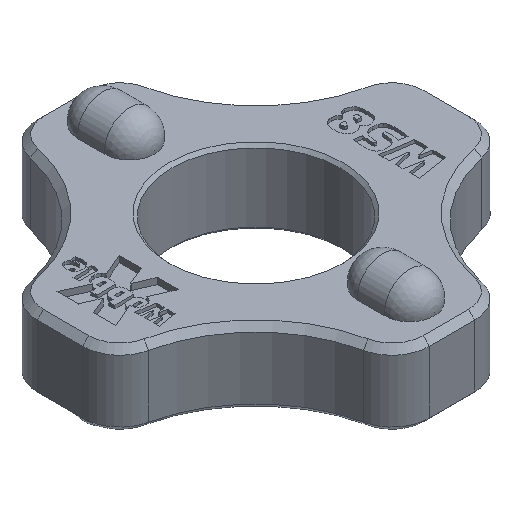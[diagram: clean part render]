
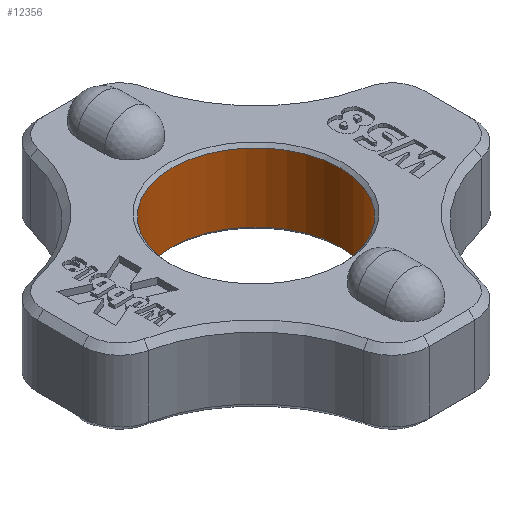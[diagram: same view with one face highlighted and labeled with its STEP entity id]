
A CAD part, isometric view. The second image highlights one B-rep face of the part: STEP entity #12356.
In plain terms, the highlighted cylindrical face has radius 6.75 mm (diameter 13.5 mm), a full revolution.
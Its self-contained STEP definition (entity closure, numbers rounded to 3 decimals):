
#53=CYLINDRICAL_SURFACE('',#12810,6.75);
#124=CIRCLE('',#12809,6.75);
#125=CIRCLE('',#12811,6.75);
#1148=FACE_OUTER_BOUND('',#1867,.T.);
#1867=EDGE_LOOP('',(#11248,#11249,#11250,#11251));
#3010=LINE('',#23537,#4160);
#4160=VECTOR('',#14760,6.75);
#5971=VERTEX_POINT('',#23532);
#5972=VERTEX_POINT('',#23536);
#7737=EDGE_CURVE('',#5971,#5971,#124,.T.);
#7739=EDGE_CURVE('',#5971,#5972,#3010,.T.);
#7740=EDGE_CURVE('',#5972,#5972,#125,.T.);
#11248=ORIENTED_EDGE('',*,*,#7737,.F.);
#11249=ORIENTED_EDGE('',*,*,#7739,.T.);
#11250=ORIENTED_EDGE('',*,*,#7740,.F.);
#11251=ORIENTED_EDGE('',*,*,#7739,.F.);
#12356=ADVANCED_FACE('',(#1148),#53,.F.);
#12809=AXIS2_PLACEMENT_3D('',#23533,#14755,#14756);
#12810=AXIS2_PLACEMENT_3D('',#23535,#14758,#14759);
#12811=AXIS2_PLACEMENT_3D('',#23538,#14761,#14762);
#14755=DIRECTION('center_axis',(0.,0.,
1.));
#14756=DIRECTION('ref_axis',(-1.,0.,0.));
#14758=DIRECTION('center_axis',(0.,0.,
-1.));
#14759=DIRECTION('ref_axis',(-1.,0.,0.));
#14760=DIRECTION('',(0.,0.,1.));
#14761=DIRECTION('center_axis',(0.,0.,
-1.));
#14762=DIRECTION('ref_axis',(-1.,0.,0.));
#23532=CARTESIAN_POINT('',(4.202,2.748,3.82));
#23533=CARTESIAN_POINT('Origin',(-2.548,2.748,3.82));
#23535=CARTESIAN_POINT('Origin',(-2.548,2.748,9.57));
#23536=CARTESIAN_POINT('',(4.202,2.748,9.32));
#23537=CARTESIAN_POINT('',(4.202,2.748,9.57));
#23538=CARTESIAN_POINT('Origin',(-2.548,2.748,9.32));
